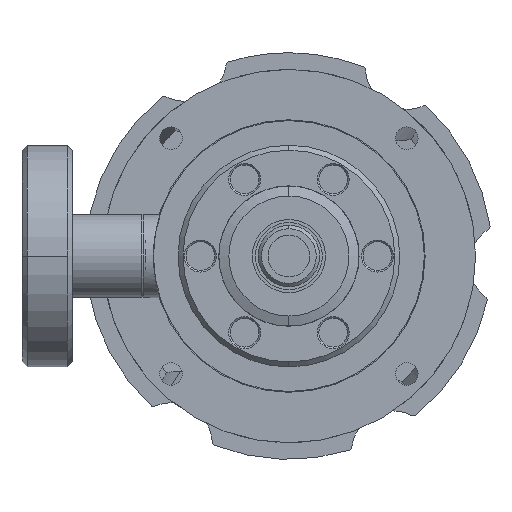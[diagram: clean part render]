
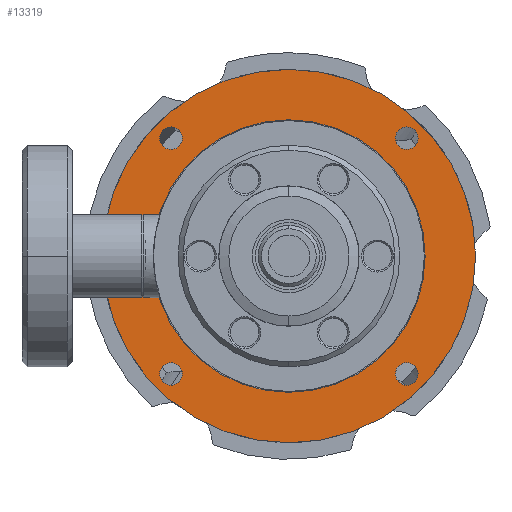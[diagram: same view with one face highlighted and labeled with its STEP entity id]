
A CAD part, left-side view. The second image highlights one B-rep face of the part: STEP entity #13319.
In plain terms, the highlighted planar face has unit normal (-1, 0, 0).
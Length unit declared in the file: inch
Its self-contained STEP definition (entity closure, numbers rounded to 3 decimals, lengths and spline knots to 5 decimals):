
#22 = FACE_OUTER_BOUND ( 'NONE', #6657, .T. ) ;
#382 = CIRCLE ( 'NONE', #13085, 1.12 ) ;
#438 = CARTESIAN_POINT ( 'NONE',  ( 1.5, 0.70711, -0.70711 ) ) ;
#608 = DIRECTION ( 'NONE',  ( 0., 0., 1. ) ) ;
#798 = DIRECTION ( 'NONE',  ( 1., 0., 0. ) ) ;
#1172 = DIRECTION ( 'NONE',  ( 1., 0., 0. ) ) ;
#1213 = DIRECTION ( 'NONE',  ( 0., -1., 0. ) ) ;
#1592 = DIRECTION ( 'NONE',  ( 0., 1., 0. ) ) ;
#1637 = VERTEX_POINT ( 'NONE', #4238 ) ;
#1762 = EDGE_CURVE ( 'NONE', #1637, #7679, #14948, .T. ) ;
#1904 = CARTESIAN_POINT ( 'NONE',  ( 1.5, 0., 0. ) ) ;
#2087 = EDGE_CURVE ( 'NONE', #14326, #14041, #4820, .T. ) ;
#2145 = CIRCLE ( 'NONE', #8606, 0.068 ) ;
#2159 = CARTESIAN_POINT ( 'NONE',  ( 1.5, 0.70711, 0.70711 ) ) ;
#2232 = AXIS2_PLACEMENT_3D ( 'NONE', #4543, #12614, #5689 ) ;
#2284 = CIRCLE ( 'NONE', #6667, 0.068 ) ;
#2314 = PLANE ( 'NONE',  #9023 ) ;
#2337 = ORIENTED_EDGE ( 'NONE', *, *, #3702, .T. ) ;
#2539 = ORIENTED_EDGE ( 'NONE', *, *, #3396, .T. ) ;
#2631 = CARTESIAN_POINT ( 'NONE',  ( 1.5, 0.63911, -0.70711 ) ) ;
#2752 = AXIS2_PLACEMENT_3D ( 'NONE', #10138, #3227, #11304 ) ;
#2808 = EDGE_LOOP ( 'NONE', ( #2337, #10570 ) ) ;
#3056 = DIRECTION ( 'NONE',  ( 0., 0., 1. ) ) ;
#3227 = DIRECTION ( 'NONE',  ( 1., 0., 0. ) ) ;
#3311 = DIRECTION ( 'NONE',  ( 0., 0., -1. ) ) ;
#3396 = EDGE_CURVE ( 'NONE', #7679, #1637, #8732, .T. ) ;
#3500 = EDGE_CURVE ( 'NONE', #7989, #4814, #2284, .T. ) ;
#3506 = VERTEX_POINT ( 'NONE', #13093 ) ;
#3635 = ORIENTED_EDGE ( 'NONE', *, *, #12499, .T. ) ;
#3702 = EDGE_CURVE ( 'NONE', #4204, #5313, #3890, .T. ) ;
#3770 = CARTESIAN_POINT ( 'NONE',  ( 1.5, -0.70711, 0.77511 ) ) ;
#3883 = CARTESIAN_POINT ( 'NONE',  ( 1.5, 0.70711, 0.70711 ) ) ;
#3890 = CIRCLE ( 'NONE', #6379, 0.068 ) ;
#4199 = EDGE_CURVE ( 'NONE', #8413, #13636, #13436, .T. ) ;
#4204 = VERTEX_POINT ( 'NONE', #8965 ) ;
#4238 = CARTESIAN_POINT ( 'NONE',  ( 1.5, -0.77511, -0.70711 ) ) ;
#4255 = CARTESIAN_POINT ( 'NONE',  ( 1.5, 0., -0.8175 ) ) ;
#4390 = EDGE_CURVE ( 'NONE', #14041, #14326, #6066, .T. ) ;
#4543 = CARTESIAN_POINT ( 'NONE',  ( 1.5, -0.70711, -0.70711 ) ) ;
#4616 = CARTESIAN_POINT ( 'NONE',  ( 1.5, 0., 0. ) ) ;
#4730 = ORIENTED_EDGE ( 'NONE', *, *, #10067, .T. ) ;
#4814 = VERTEX_POINT ( 'NONE', #2631 ) ;
#4820 = CIRCLE ( 'NONE', #9647, 0.068 ) ;
#4865 = DIRECTION ( 'NONE',  ( 1., 0., 0. ) ) ;
#4965 = EDGE_CURVE ( 'NONE', #5313, #4204, #11467, .T. ) ;
#5005 = ORIENTED_EDGE ( 'NONE', *, *, #2087, .T. ) ;
#5045 = DIRECTION ( 'NONE',  ( 0., 0., -1. ) ) ;
#5136 = AXIS2_PLACEMENT_3D ( 'NONE', #11773, #4865, #12953 ) ;
#5311 = ORIENTED_EDGE ( 'NONE', *, *, #3500, .T. ) ;
#5313 = VERTEX_POINT ( 'NONE', #3770 ) ;
#5689 = DIRECTION ( 'NONE',  ( 0., 1., 0. ) ) ;
#5695 = CARTESIAN_POINT ( 'NONE',  ( 1.5, -0.63911, -0.70711 ) ) ;
#5974 = DIRECTION ( 'NONE',  ( 0., 0., 1. ) ) ;
#6066 = CIRCLE ( 'NONE', #13563, 0.068 ) ;
#6170 = CARTESIAN_POINT ( 'NONE',  ( 1.5, 0.70711, -0.70711 ) ) ;
#6379 = AXIS2_PLACEMENT_3D ( 'NONE', #8039, #1172, #9215 ) ;
#6553 = ORIENTED_EDGE ( 'NONE', *, *, #9002, .T. ) ;
#6657 = EDGE_LOOP ( 'NONE', ( #12169, #3635 ) ) ;
#6667 = AXIS2_PLACEMENT_3D ( 'NONE', #438, #8479, #1592 ) ;
#7296 = DIRECTION ( 'NONE',  ( 0., 1., 0. ) ) ;
#7479 = DIRECTION ( 'NONE',  ( -1., 0., 0. ) ) ;
#7666 = CARTESIAN_POINT ( 'NONE',  ( 1.5, -0.70711, 0.70711 ) ) ;
#7679 = VERTEX_POINT ( 'NONE', #5695 ) ;
#7787 = CARTESIAN_POINT ( 'NONE',  ( 1.5, 0.70711, 0.63911 ) ) ;
#7946 = EDGE_LOOP ( 'NONE', ( #2539, #11189 ) ) ;
#7961 = EDGE_CURVE ( 'NONE', #3506, #14249, #382, .T. ) ;
#7989 = VERTEX_POINT ( 'NONE', #10986 ) ;
#8039 = CARTESIAN_POINT ( 'NONE',  ( 1.5, -0.70711, 0.70711 ) ) ;
#8073 = DIRECTION ( 'NONE',  ( -1., 0., 0. ) ) ;
#8102 = CIRCLE ( 'NONE', #10179, 1.12 ) ;
#8413 = VERTEX_POINT ( 'NONE', #13776 ) ;
#8479 = DIRECTION ( 'NONE',  ( 1., 0., 0. ) ) ;
#8499 = CARTESIAN_POINT ( 'NONE',  ( 1.5, 0.70711, 0.77511 ) ) ;
#8606 = AXIS2_PLACEMENT_3D ( 'NONE', #6170, #14243, #7296 ) ;
#8732 = CIRCLE ( 'NONE', #5136, 0.068 ) ;
#8830 = FACE_BOUND ( 'NONE', #9935, .T. ) ;
#8846 = DIRECTION ( 'NONE',  ( 0., 0., -1. ) ) ;
#8965 = CARTESIAN_POINT ( 'NONE',  ( 1.5, -0.70711, 0.63911 ) ) ;
#9002 = EDGE_CURVE ( 'NONE', #4814, #7989, #2145, .T. ) ;
#9023 = AXIS2_PLACEMENT_3D ( 'NONE', #13864, #8073, #1213 ) ;
#9201 = FACE_BOUND ( 'NONE', #7946, .T. ) ;
#9215 = DIRECTION ( 'NONE',  ( 0., 0., -1. ) ) ;
#9556 = FACE_BOUND ( 'NONE', #11837, .T. ) ;
#9647 = AXIS2_PLACEMENT_3D ( 'NONE', #2159, #10219, #3311 ) ;
#9935 = EDGE_LOOP ( 'NONE', ( #12154, #5005 ) ) ;
#9946 = DIRECTION ( 'NONE',  ( 1., 0., 0. ) ) ;
#10067 = EDGE_CURVE ( 'NONE', #13636, #8413, #13883, .T. ) ;
#10138 = CARTESIAN_POINT ( 'NONE',  ( 1.5, 0., 0. ) ) ;
#10179 = AXIS2_PLACEMENT_3D ( 'NONE', #4616, #12693, #5974 ) ;
#10219 = DIRECTION ( 'NONE',  ( 1., 0., 0. ) ) ;
#10358 = EDGE_LOOP ( 'NONE', ( #5311, #6553 ) ) ;
#10570 = ORIENTED_EDGE ( 'NONE', *, *, #4965, .T. ) ;
#10986 = CARTESIAN_POINT ( 'NONE',  ( 1.5, 0.77511, -0.70711 ) ) ;
#11112 = AXIS2_PLACEMENT_3D ( 'NONE', #7666, #798, #8846 ) ;
#11189 = ORIENTED_EDGE ( 'NONE', *, *, #1762, .T. ) ;
#11304 = DIRECTION ( 'NONE',  ( 0., 0., 1. ) ) ;
#11467 = CIRCLE ( 'NONE', #11112, 0.068 ) ;
#11773 = CARTESIAN_POINT ( 'NONE',  ( 1.5, -0.70711, -0.70711 ) ) ;
#11837 = EDGE_LOOP ( 'NONE', ( #14725, #4730 ) ) ;
#11911 = FACE_BOUND ( 'NONE', #10358, .T. ) ;
#11954 = DIRECTION ( 'NONE',  ( 1., 0., 0. ) ) ;
#12154 = ORIENTED_EDGE ( 'NONE', *, *, #4390, .T. ) ;
#12169 = ORIENTED_EDGE ( 'NONE', *, *, #7961, .T. ) ;
#12285 = FACE_BOUND ( 'NONE', #2808, .T. ) ;
#12499 = EDGE_CURVE ( 'NONE', #14249, #3506, #8102, .T. ) ;
#12614 = DIRECTION ( 'NONE',  ( 1., 0., 0. ) ) ;
#12693 = DIRECTION ( 'NONE',  ( -1., 0., 0. ) ) ;
#12953 = DIRECTION ( 'NONE',  ( 0., 1., 0. ) ) ;
#13019 = CARTESIAN_POINT ( 'NONE',  ( 1.5, 0., -1.12 ) ) ;
#13085 = AXIS2_PLACEMENT_3D ( 'NONE', #14408, #7479, #608 ) ;
#13093 = CARTESIAN_POINT ( 'NONE',  ( 1.5, 0., 1.12 ) ) ;
#13319 = ADVANCED_FACE ( 'NONE', ( #9556, #22, #9201, #11911, #8830, #12285 ), #2314, .T. ) ;
#13436 = CIRCLE ( 'NONE', #2752, 0.8175 ) ;
#13563 = AXIS2_PLACEMENT_3D ( 'NONE', #3883, #11954, #5045 ) ;
#13636 = VERTEX_POINT ( 'NONE', #4255 ) ;
#13776 = CARTESIAN_POINT ( 'NONE',  ( 1.5, 0., 0.8175 ) ) ;
#13864 = CARTESIAN_POINT ( 'NONE',  ( 1.5, 0.39598, -0.39598 ) ) ;
#13883 = CIRCLE ( 'NONE', #14440, 0.8175 ) ;
#14041 = VERTEX_POINT ( 'NONE', #7787 ) ;
#14243 = DIRECTION ( 'NONE',  ( 1., 0., 0. ) ) ;
#14249 = VERTEX_POINT ( 'NONE', #13019 ) ;
#14326 = VERTEX_POINT ( 'NONE', #8499 ) ;
#14408 = CARTESIAN_POINT ( 'NONE',  ( 1.5, 0., 0. ) ) ;
#14440 = AXIS2_PLACEMENT_3D ( 'NONE', #1904, #9946, #3056 ) ;
#14725 = ORIENTED_EDGE ( 'NONE', *, *, #4199, .T. ) ;
#14948 = CIRCLE ( 'NONE', #2232, 0.068 ) ;
